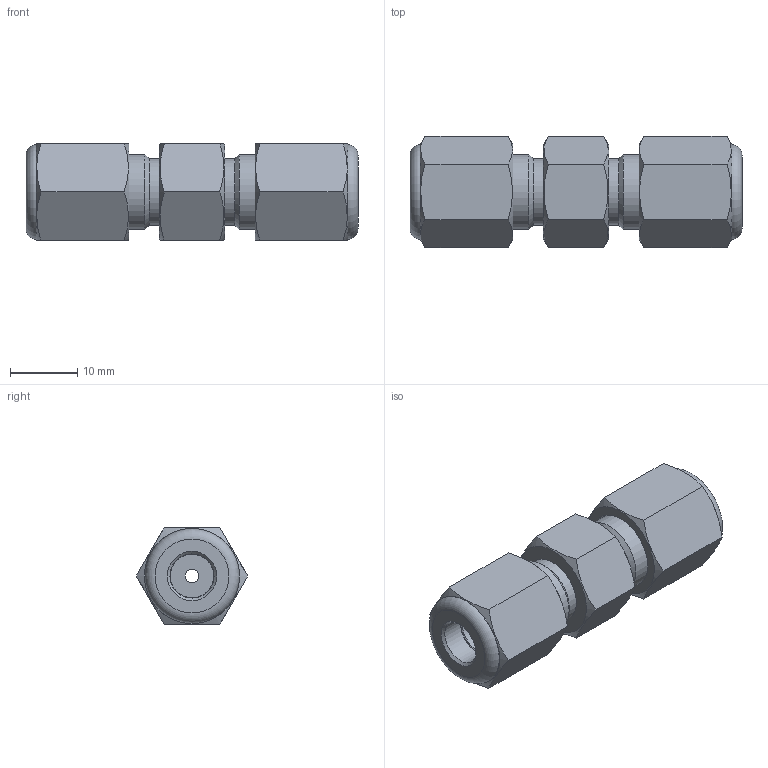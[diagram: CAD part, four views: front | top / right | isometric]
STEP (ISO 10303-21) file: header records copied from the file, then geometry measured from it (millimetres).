
FILE_DESCRIPTION((''),'2;1');
FILE_NAME('305152-EU4 External union.stp','2013-08-26T08:56:24',('Franzp'),(''),'Autodesk Inventor 2013','Autodesk Inventor 2013','');
FILE_SCHEMA(('AUTOMOTIVE_DESIGN { 1 0 10303 214 1 1 1 1 }'));
Length unit declared in the file: millimetre
Products named in the file (1): 305152_Shrinkwrap_1
Bounding box: 49.19 x 16.5 x 14.29 mm (x, y, z)
Surface area: 3711.4 mm2 (no closed solid volume)
Topology: 0 solids, 11 shells, 50 faces, 120 edges, 78 vertices
Faces by surface type: plane 26, cone 14, cylinder 8, torus 2
Full cylindrical faces by diameter (mm): 6.452 x2, 6.55 x2, 9.78 x2, 11.113 x2
Entity records: 1399 total; most frequent: CARTESIAN_POINT 293, DIRECTION 200, ORIENTED_EDGE 166, EDGE_CURVE 94, AXIS2_PLACEMENT_3D 91, EDGE_LOOP 82, VERTEX_POINT 76, FACE_OUTER_BOUND 50
